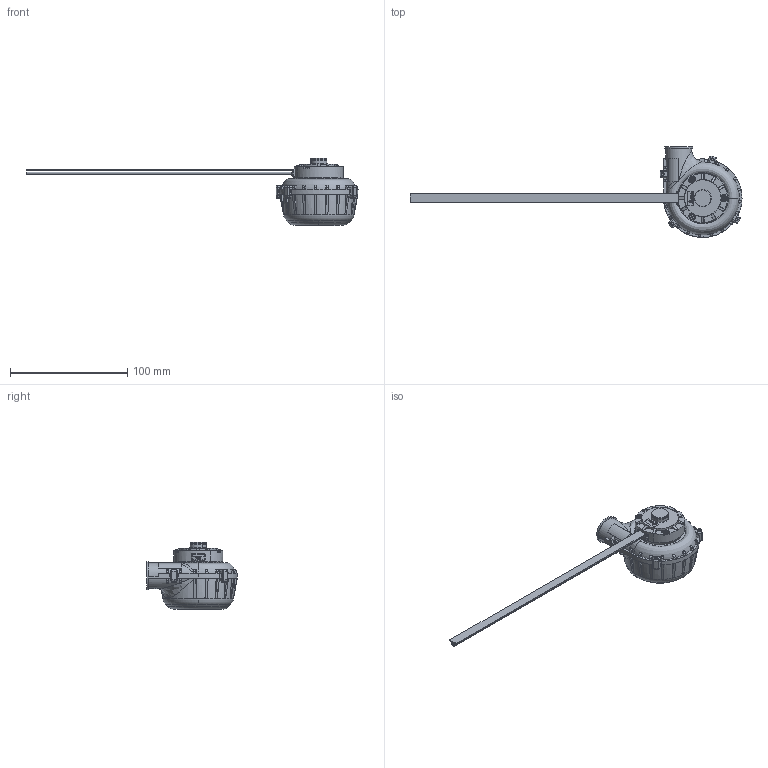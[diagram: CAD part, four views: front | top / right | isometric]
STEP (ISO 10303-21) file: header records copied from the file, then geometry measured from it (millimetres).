
FILE_DESCRIPTION((''),'2;1');
FILE_NAME('ASM0001_ASM_ASM','2019-04-24T',('BAOHONG.TONG'),(''),'CREO PARAMETRIC BY PTC INC, 2015080','CREO PARAMETRIC BY PTC INC, 2015080','');
FILE_SCHEMA(('CONFIG_CONTROL_DESIGN'));
Length unit declared in the file: millimetre
Products named in the file (1): ASM0001_ASM_ASM
Bounding box: 283.5 x 77.5 x 57.5 mm (x, y, z)
Volume: 143339.4 mm3; surface area: 25920.1 mm2
Topology: 1 solids, 8 shells, 990 faces, 2657 edges, 1673 vertices
Faces by surface type: plane 394, cylinder 337, bspline 93, cone 62, torus 62, sphere 38, revolution 4
Entity records: 42009 total; most frequent: CARTESIAN_POINT 18539, ORIENTED_EDGE 5238, DIRECTION 4519, EDGE_CURVE 2619, AXIS2_PLACEMENT_3D 1756, VERTEX_POINT 1673, EDGE_LOOP 1026, VECTOR 1003
